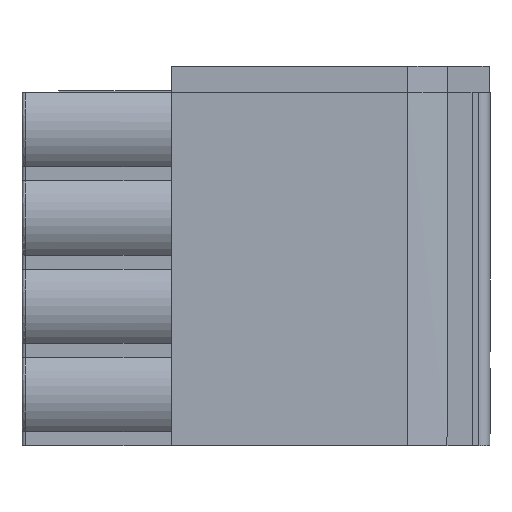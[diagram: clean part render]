
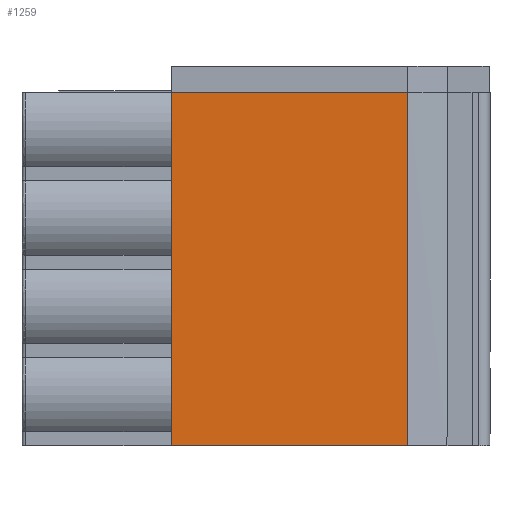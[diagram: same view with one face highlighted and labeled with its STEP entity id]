
A CAD part, front view. The second image highlights one B-rep face of the part: STEP entity #1259.
In plain terms, the highlighted planar face has unit normal (0, -1, 0).
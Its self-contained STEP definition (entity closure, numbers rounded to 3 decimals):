
#521=B_SPLINE_CURVE_WITH_KNOTS('',3,(#19138,#19139,#19140,#19141),
 .UNSPECIFIED.,.F.,.F.,(4,4),(0.,1.),.UNSPECIFIED.);
#1259=ADVANCED_FACE('',(#2339),#1777,.T.);
#1777=PLANE('',#12566);
#2339=FACE_OUTER_BOUND('',#3000,.T.);
#3000=EDGE_LOOP('',(#5537,#5538,#5539,#5540));
#5537=ORIENTED_EDGE('',*,*,#8976,.F.);
#5538=ORIENTED_EDGE('',*,*,#8977,.T.);
#5539=ORIENTED_EDGE('',*,*,#8974,.T.);
#5540=ORIENTED_EDGE('',*,*,#8772,.F.);
#7329=VERTEX_POINT('',#19123);
#7333=VERTEX_POINT('',#19136);
#7462=VERTEX_POINT('',#19618);
#7463=VERTEX_POINT('',#19622);
#8772=EDGE_CURVE('',#7329,#7333,#521,.T.);
#8974=EDGE_CURVE('',#7462,#7333,#10380,.T.);
#8976=EDGE_CURVE('',#7463,#7329,#10382,.T.);
#8977=EDGE_CURVE('',#7463,#7462,#10383,.T.);
#10380=LINE('',#19617,#11671);
#10382=LINE('',#19621,#11673);
#10383=LINE('',#19623,#11674);
#11671=VECTOR('',#14991,1.);
#11673=VECTOR('',#14995,1.);
#11674=VECTOR('',#14996,1.);
#12566=AXIS2_PLACEMENT_3D('',#19624,#14997,#14998);
#14991=DIRECTION('',(0.,0.,1.));
#14995=DIRECTION('',(0.,0.,1.));
#14996=DIRECTION('',(1.,0.,0.));
#14997=DIRECTION('',(0.,-1.,0.));
#14998=DIRECTION('',(1.,0.,0.));
#19123=CARTESIAN_POINT('',(-18.05,-14.5,-20.));
#19136=CARTESIAN_POINT('',(-4.65,-14.5,-20.));
#19138=CARTESIAN_POINT('',(-18.05,-14.5,-20.));
#19139=CARTESIAN_POINT('',(-13.583,-14.5,-20.));
#19140=CARTESIAN_POINT('',(-9.117,-14.5,-20.));
#19141=CARTESIAN_POINT('',(-4.65,-14.5,-20.));
#19617=CARTESIAN_POINT('',(-4.65,-14.5,-65.));
#19618=CARTESIAN_POINT('',(-4.65,-14.5,-40.));
#19621=CARTESIAN_POINT('',(-18.05,-14.5,-65.));
#19622=CARTESIAN_POINT('',(-18.05,-14.5,-40.));
#19623=CARTESIAN_POINT('',(-18.05,-14.5,-40.));
#19624=CARTESIAN_POINT('',(-18.05,-14.5,-60.));
